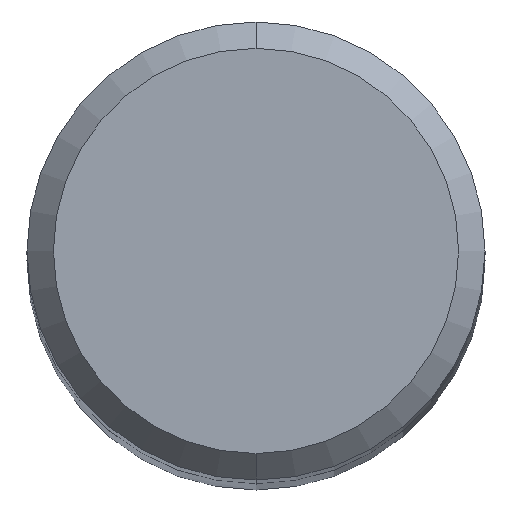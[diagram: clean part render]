
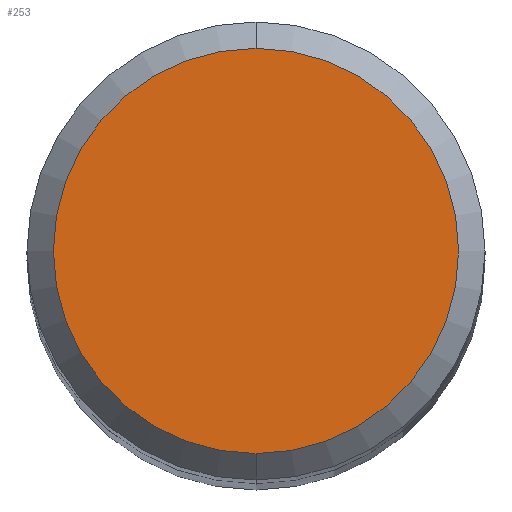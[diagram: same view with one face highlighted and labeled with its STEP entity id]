
A CAD part, top view. The second image highlights one B-rep face of the part: STEP entity #253.
In plain terms, the highlighted planar face has unit normal (0, 0, 1).
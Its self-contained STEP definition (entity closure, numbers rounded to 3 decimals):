
#157=VERTEX_POINT('',#416);
#177=VERTEX_POINT('',#437);
#253=ADVANCED_FACE('',(#528),#529,.T.);
#359=EDGE_CURVE('',#157,#177,#639,.T.);
#377=EDGE_CURVE('',#177,#157,#659,.T.);
#416=CARTESIAN_POINT('',(0.,-4.6,44.0));
#437=CARTESIAN_POINT('',(0.0,4.6,44.0));
#528=FACE_OUTER_BOUND('',#941,.T.);
#529=PLANE('',#942);
#639=CIRCLE('',#1223,4.6);
#659=CIRCLE('',#1261,4.6);
#941=EDGE_LOOP('',(#1440,#1441));
#942=AXIS2_PLACEMENT_3D('',#1442,#1443,#1444);
#1223=AXIS2_PLACEMENT_3D('',#1518,#1519,#1520);
#1261=AXIS2_PLACEMENT_3D('',#1549,#1550,#1551);
#1440=ORIENTED_EDGE('',*,*,#377,.F.);
#1441=ORIENTED_EDGE('',*,*,#359,.F.);
#1442=CARTESIAN_POINT('',(0.0,2.3,44.0));
#1443=DIRECTION('',(-0.0,0.0,1.0));
#1444=DIRECTION('',(0.0,-1.0,0.0));
#1518=CARTESIAN_POINT('',(0.0,0.0,44.0));
#1519=DIRECTION('',(0.0,0.0,-1.0));
#1520=DIRECTION('',(0.0,1.0,0.0));
#1549=CARTESIAN_POINT('',(0.0,0.0,44.0));
#1550=DIRECTION('',(0.0,0.0,-1.0));
#1551=DIRECTION('',(0.0,1.0,0.0));
